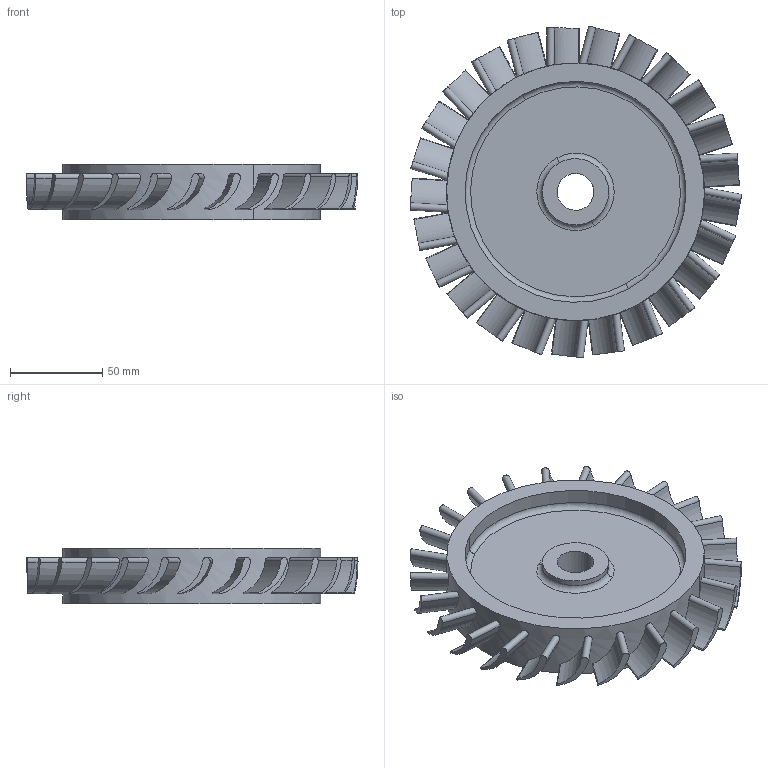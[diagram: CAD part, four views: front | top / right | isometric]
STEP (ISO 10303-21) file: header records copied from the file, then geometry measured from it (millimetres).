
FILE_DESCRIPTION(('CATIA V5 STEP Exchange'),'2;1');
FILE_NAME('Aube.stp','2021-07-29T15:26:17+00:00',('none'),('none'),'CATIA Version 5 Release 19 GA (IN-10)','CATIA V5 STEP AP203','none');
FILE_SCHEMA(('CONFIG_CONTROL_DESIGN'));
Length unit declared in the file: millimetre
Products named in the file (1): Part1
Bounding box: 180.13 x 180.31 x 30 mm (x, y, z)
Volume: 255742.8 mm3; surface area: 80487.8 mm2
Topology: 1 solids, 1 shells, 151 faces, 358 edges, 236 vertices
Faces by surface type: cylinder 112, plane 31, torus 8
Entity records: 4688 total; most frequent: CARTESIAN_POINT 1396, ORIENTED_EDGE 716, DIRECTION 532, EDGE_CURVE 358, AXIS2_PLACEMENT_3D 280, VERTEX_POINT 236, EDGE_LOOP 180, ADVANCED_FACE 151
